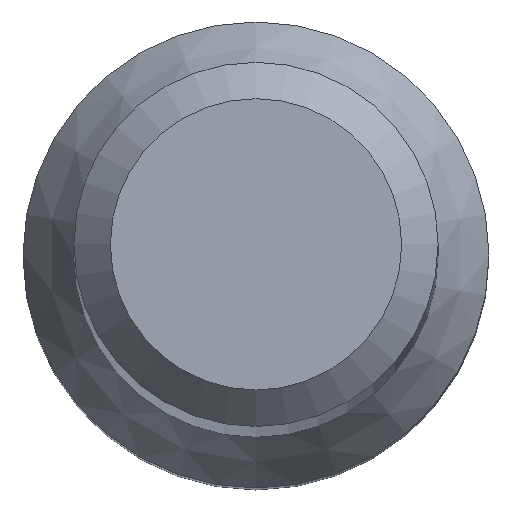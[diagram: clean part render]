
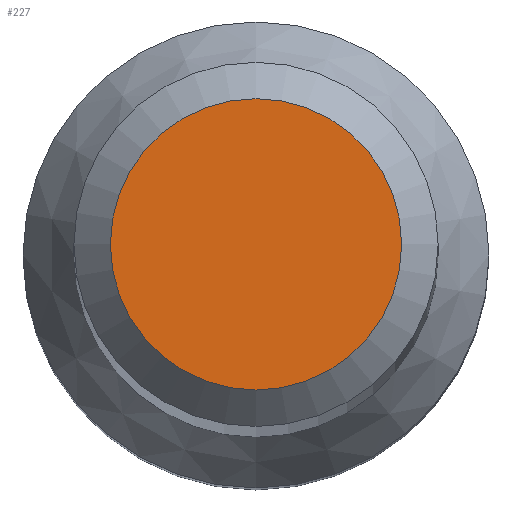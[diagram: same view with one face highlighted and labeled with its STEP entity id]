
A CAD part, top view. The second image highlights one B-rep face of the part: STEP entity #227.
In plain terms, the highlighted planar face has unit normal (0, 0, 1).
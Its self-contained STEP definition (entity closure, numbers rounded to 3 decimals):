
#10 = AXIS2_PLACEMENT_3D ( 'NONE', #163, #59, #37 ) ;
#18 = ORIENTED_EDGE ( 'NONE', *, *, #114, .F. ) ;
#27 = DIRECTION ( 'NONE',  ( 0., 0., 1. ) ) ;
#37 = DIRECTION ( 'NONE',  ( 0., 1., 0. ) ) ;
#45 = FACE_OUTER_BOUND ( 'NONE', #105, .T. ) ;
#59 = DIRECTION ( 'NONE',  ( 0., 0., -1. ) ) ;
#64 = CARTESIAN_POINT ( 'NONE',  ( 0., 0., 80. ) ) ;
#87 = DIRECTION ( 'NONE',  ( 0., -1., 0. ) ) ;
#105 = EDGE_LOOP ( 'NONE', ( #18 ) ) ;
#114 = EDGE_CURVE ( 'NONE', #142, #142, #191, .T. ) ;
#142 = VERTEX_POINT ( 'NONE', #204 ) ;
#153 = AXIS2_PLACEMENT_3D ( 'NONE', #64, #27, #87 ) ;
#163 = CARTESIAN_POINT ( 'NONE',  ( 0., 0., 80. ) ) ;
#191 = CIRCLE ( 'NONE', #10, 1.6 ) ;
#204 = CARTESIAN_POINT ( 'NONE',  ( 0., 1.6, 80. ) ) ;
#207 = PLANE ( 'NONE',  #153 ) ;
#227 = ADVANCED_FACE ( 'NONE', ( #45 ), #207, .T. ) ;
